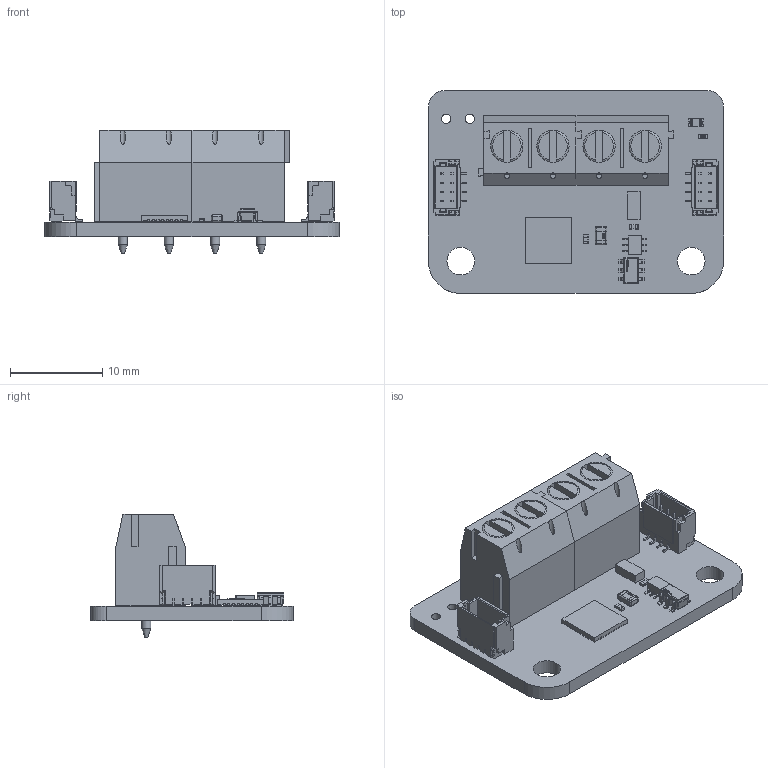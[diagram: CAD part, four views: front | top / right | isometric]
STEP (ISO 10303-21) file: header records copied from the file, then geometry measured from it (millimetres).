
FILE_DESCRIPTION(('Open CASCADE Model'),'2;1');
FILE_NAME('Open CASCADE Shape Model','2025-10-22T05:56:28',('Author'),( 'Open CASCADE'),'Open CASCADE STEP processor 7.5','Open CASCADE 7.5' ,'Unknown');
FILE_SCHEMA(('AUTOMOTIVE_DESIGN { 1 0 10303 214 1 1 1 1 }'));
Length unit declared in the file: millimetre
Products named in the file (54): PCB; Board; Open CASCADE STEP translator 7.5 1.1.1; D1; 7309704432; Extruded; C3; C0402; J4; 691102710002; 691502710002; 6911027100xx_CAGE; 6911027100xx_PIN; 6911027100xx_VIS; J3; U2; IC_Texas_Instruments_SN74LVC2G17DBVT_eec; BODY; LEAD; Texas Logo Yury - Copy; Texas Logo Yury; U3; 7309704272; 7309704112; 7309703952; 7309703472; U; DUELink-U-Connector-BM04B-SRSS-TB; D; DUELink-Connector-BM04B-SRSS-TB; STAT; 0603 LED Green; Solid1; Solid4; R4; User Library-R SMD 0402; User Library-R SMD 0402_0402 BODY; User Library-R SMD 0402_0402 PAD; User Library-R SMD 0402_0402 OPIS; C2 ...
Assembly tree (73 placements, depth 4):
  PCB
    Board
      Open CASCADE STEP translator 7.5 1.1.1
    D1
      7309704432
        Extruded
    C3
      C0402
    J4
      691102710002
        691502710002
        6911027100xx_CAGE  x2
        6911027100xx_PIN  x2
        6911027100xx_VIS  x2
    J3
      691102710002
        691502710002
        6911027100xx_CAGE  x2
        6911027100xx_PIN  x2
        6911027100xx_VIS  x2
    U2
      IC_Texas_Instruments_SN74LVC2G17DBVT_eec
        BODY
        LEAD  x6
        Texas Logo Yury - Copy
        Texas Logo Yury
    U3
      7309704272
        Extruded
      7309704112  x6
        Extruded
      7309703952  x3
        Extruded
      7309703472  x3
        Extruded
    U
      DUELink-U-Connector-BM04B-SRSS-TB
    D
      DUELink-Connector-BM04B-SRSS-TB
    STAT
      0603 LED Green
        Solid1
        Solid4
        Solid1
        Solid1
        Solid4
        Solid1
        Solid1
        Solid1
    R4
      User Library-R SMD 0402
        User Library-R SMD 0402_0402 BODY
        User Library-R SMD 0402_0402 PAD  x2
        User Library-R SMD 0402_0402 OPIS
    C2
      0805 SMD Capacitor
    C1
      C0402
    Free-Models
      STM32-QFN32
Bounding box: 32 x 22 x 13.4 mm (x, y, z)
Volume: 2249.2 mm3; surface area: 4918.6 mm2
Topology: 133 solids, 133 shells, 2366 faces, 7374 edges, 6724 vertices
Faces by surface type: plane 1662, cylinder 374, bspline 274, revolution 16, cone 16, torus 12, sphere 12
Full cylindrical faces by diameter (mm): 0.6 x4, 1 x4, 1.016 x2, 1.3 x4, 2 x4, 2.5 x4, 2.75 x4, 3 x6, 3.5 x8
Entity records: 79685 total; most frequent: CARTESIAN_POINT 21395, DIRECTION 9730, ORIENTED_EDGE 9544, LINE 5082, VECTOR 5082, EDGE_CURVE 4772, VERTEX_POINT 3120, AXIS2_PLACEMENT_3D 2320
